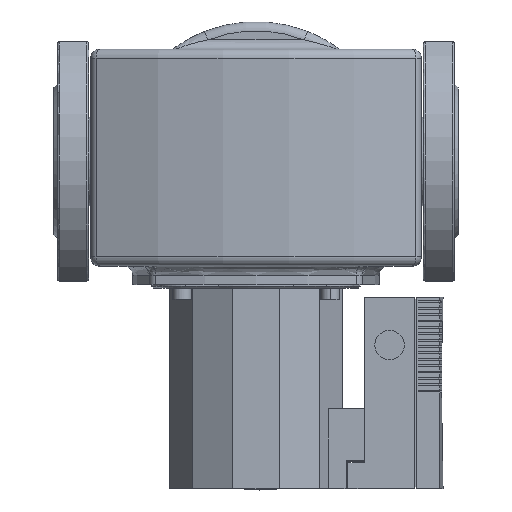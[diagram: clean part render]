
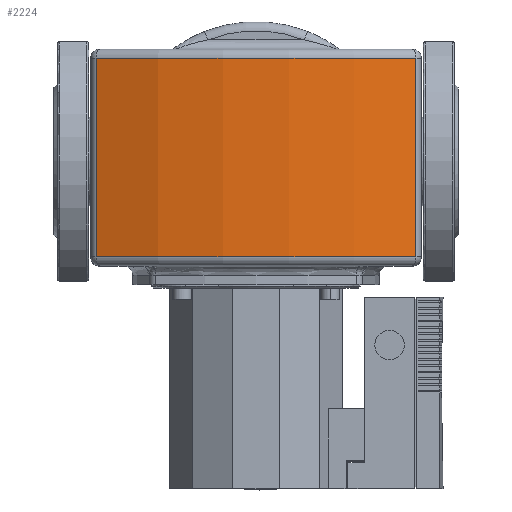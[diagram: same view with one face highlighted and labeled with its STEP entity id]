
A CAD part, top view. The second image highlights one B-rep face of the part: STEP entity #2224.
In plain terms, the highlighted cylindrical face has radius 212.5 mm (diameter 425 mm), a partial arc.
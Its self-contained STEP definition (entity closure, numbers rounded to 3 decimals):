
#1810=CARTESIAN_POINT('',(197.048,56.,84.353));
#1811=VERTEX_POINT('',#1810);
#1836=CARTESIAN_POINT('',(197.048,-52.0,84.353));
#1837=VERTEX_POINT('',#1836);
#1911=CARTESIAN_POINT('',(22.952,56.,84.353));
#1912=VERTEX_POINT('',#1911);
#1935=CARTESIAN_POINT('',(22.952,-52.0,84.353));
#1936=VERTEX_POINT('',#1935);
#1976=CARTESIAN_POINT('',(22.952,-52.0,84.353));
#1977=DIRECTION('',(0.0,1.0,0.0));
#1978=VECTOR('',#1977,108.0);
#1979=LINE('',#1976,#1978);
#1980=EDGE_CURVE('',#1936,#1912,#1979,.T.);
#2008=CARTESIAN_POINT('',(110.0,-52.0,-109.5));
#2009=DIRECTION('',(0.0,-1.0,0.0));
#2010=DIRECTION('',(0.0,0.0,1.0));
#2011=AXIS2_PLACEMENT_3D('',#2008,#2009,#2010);
#2012=CIRCLE('',#2011,212.5);
#2013=EDGE_CURVE('',#1837,#1936,#2012,.T.);
#2026=CARTESIAN_POINT('',(110.0,56.,-109.5));
#2027=DIRECTION('',(0.0,1.0,0.0));
#2028=DIRECTION('',(0.0,0.0,1.0));
#2029=AXIS2_PLACEMENT_3D('',#2026,#2027,#2028);
#2030=CIRCLE('',#2029,212.5);
#2031=EDGE_CURVE('',#1912,#1811,#2030,.T.);
#2112=CARTESIAN_POINT('',(197.048,56.,84.353));
#2113=DIRECTION('',(0.0,-1.0,0.0));
#2114=VECTOR('',#2113,108.0);
#2115=LINE('',#2112,#2114);
#2116=EDGE_CURVE('',#1811,#1837,#2115,.T.);
#2213=CARTESIAN_POINT('',(110.0,0.0,-109.5));
#2214=DIRECTION('',(0.0,1.0,0.0));
#2215=DIRECTION('',(-0.424,0.0,0.906));
#2216=AXIS2_PLACEMENT_3D('',#2213,#2214,#2215);
#2217=CYLINDRICAL_SURFACE('',#2216,212.5);
#2218=ORIENTED_EDGE('',*,*,#1980,.F.);
#2219=ORIENTED_EDGE('',*,*,#2013,.F.);
#2220=ORIENTED_EDGE('',*,*,#2116,.F.);
#2221=ORIENTED_EDGE('',*,*,#2031,.F.);
#2222=EDGE_LOOP('',(#2218,#2219,#2220,#2221));
#2223=FACE_OUTER_BOUND('',#2222,.T.);
#2224=ADVANCED_FACE('',(#2223),#2217,.T.);
